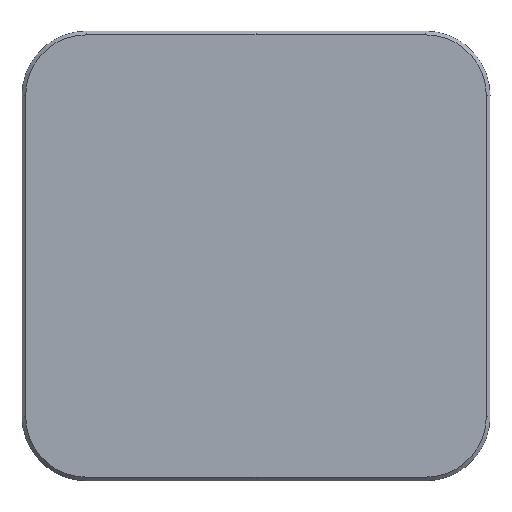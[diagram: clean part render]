
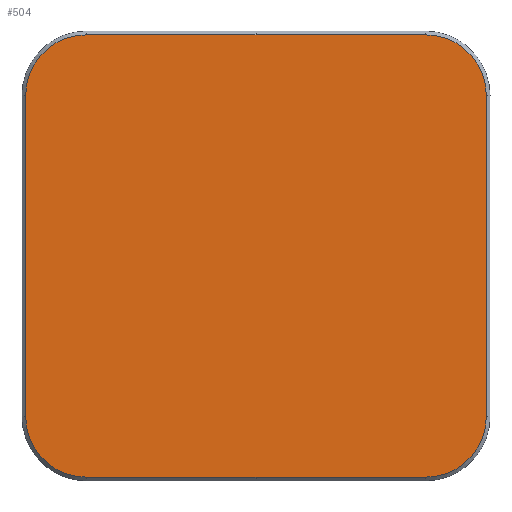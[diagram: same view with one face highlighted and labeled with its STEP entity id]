
A CAD part, front view. The second image highlights one B-rep face of the part: STEP entity #504.
In plain terms, the highlighted planar face has unit normal (0, -1, 0).
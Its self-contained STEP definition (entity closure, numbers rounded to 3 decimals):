
#23=CIRCLE('',#538,3.3);
#25=CIRCLE('',#542,3.3);
#27=CIRCLE('',#547,3.3);
#29=CIRCLE('',#551,3.3);
#62=FACE_OUTER_BOUND('',#94,.T.);
#94=EDGE_LOOP('',(#389,#390,#391,#392,#393,#394,#395,#396,#397,#398));
#114=LINE('',#751,#168);
#117=LINE('',#762,#171);
#121=LINE('',#774,#175);
#125=LINE('',#781,#179);
#128=LINE('',#792,#182);
#131=LINE('',#801,#185);
#168=VECTOR('',#594,10.);
#171=VECTOR('',#605,10.);
#175=VECTOR('',#617,10.);
#179=VECTOR('',#623,10.);
#182=VECTOR('',#634,10.);
#185=VECTOR('',#645,10.);
#220=VERTEX_POINT('',#745);
#222=VERTEX_POINT('',#749);
#224=VERTEX_POINT('',#754);
#226=VERTEX_POINT('',#760);
#228=VERTEX_POINT('',#766);
#230=VERTEX_POINT('',#772);
#232=VERTEX_POINT('',#779);
#234=VERTEX_POINT('',#784);
#236=VERTEX_POINT('',#790);
#238=VERTEX_POINT('',#796);
#262=EDGE_CURVE('',#222,#220,#114,.T.);
#264=EDGE_CURVE('',#224,#222,#23,.T.);
#267=EDGE_CURVE('',#226,#224,#117,.T.);
#270=EDGE_CURVE('',#228,#226,#25,.T.);
#273=EDGE_CURVE('',#230,#228,#121,.T.);
#277=EDGE_CURVE('',#232,#230,#125,.T.);
#279=EDGE_CURVE('',#234,#232,#27,.T.);
#282=EDGE_CURVE('',#236,#234,#128,.T.);
#285=EDGE_CURVE('',#238,#236,#29,.T.);
#287=EDGE_CURVE('',#220,#238,#131,.T.);
#389=ORIENTED_EDGE('',*,*,#262,.F.);
#390=ORIENTED_EDGE('',*,*,#264,.F.);
#391=ORIENTED_EDGE('',*,*,#267,.F.);
#392=ORIENTED_EDGE('',*,*,#270,.F.);
#393=ORIENTED_EDGE('',*,*,#273,.F.);
#394=ORIENTED_EDGE('',*,*,#277,.F.);
#395=ORIENTED_EDGE('',*,*,#279,.F.);
#396=ORIENTED_EDGE('',*,*,#282,.F.);
#397=ORIENTED_EDGE('',*,*,#285,.F.);
#398=ORIENTED_EDGE('',*,*,#287,.F.);
#478=PLANE('',#561);
#504=ADVANCED_FACE('',(#62),#478,.F.);
#538=AXIS2_PLACEMENT_3D('',#756,#598,#599);
#542=AXIS2_PLACEMENT_3D('',#768,#610,#611);
#547=AXIS2_PLACEMENT_3D('',#786,#627,#628);
#551=AXIS2_PLACEMENT_3D('',#798,#639,#640);
#561=AXIS2_PLACEMENT_3D('',#825,#670,#671);
#594=DIRECTION('',(1.,0.,0.));
#598=DIRECTION('center_axis',(0.,1.,0.));
#599=DIRECTION('ref_axis',(0.,0.,1.));
#605=DIRECTION('',(0.,0.,1.));
#610=DIRECTION('center_axis',(0.,1.,0.));
#611=DIRECTION('ref_axis',(-1.,0.,0.));
#617=DIRECTION('',(-1.,0.,0.));
#623=DIRECTION('',(-1.,0.,0.));
#627=DIRECTION('center_axis',(0.,1.,0.));
#628=DIRECTION('ref_axis',(0.,0.,-1.));
#634=DIRECTION('',(0.,0.,-1.));
#639=DIRECTION('center_axis',(0.,1.,0.));
#640=DIRECTION('ref_axis',(1.,0.,0.));
#645=DIRECTION('',(1.,0.,0.));
#670=DIRECTION('center_axis',(0.,1.,0.));
#671=DIRECTION('ref_axis',(0.,0.,1.));
#745=CARTESIAN_POINT('',(94.,6.45,36.75));
#749=CARTESIAN_POINT('',(84.75,6.45,36.75));
#751=CARTESIAN_POINT('',(94.,6.45,36.75));
#754=CARTESIAN_POINT('',(81.45,6.45,33.45));
#756=CARTESIAN_POINT('Origin',(84.75,6.45,33.45));
#760=CARTESIAN_POINT('',(81.45,6.45,15.95));
#762=CARTESIAN_POINT('',(81.45,6.45,29.075));
#766=CARTESIAN_POINT('',(84.75,6.45,12.65));
#768=CARTESIAN_POINT('Origin',(84.75,6.45,15.95));
#772=CARTESIAN_POINT('',(94.,6.45,12.65));
#774=CARTESIAN_POINT('',(89.375,6.45,12.65));
#779=CARTESIAN_POINT('',(103.25,6.45,12.65));
#781=CARTESIAN_POINT('',(94.,6.45,12.65));
#784=CARTESIAN_POINT('',(106.55,6.45,15.95));
#786=CARTESIAN_POINT('Origin',(103.25,6.45,15.95));
#790=CARTESIAN_POINT('',(106.55,6.45,33.45));
#792=CARTESIAN_POINT('',(106.55,6.45,20.325));
#796=CARTESIAN_POINT('',(103.25,6.45,36.75));
#798=CARTESIAN_POINT('Origin',(103.25,6.45,33.45));
#801=CARTESIAN_POINT('',(98.625,6.45,36.75));
#825=CARTESIAN_POINT('Origin',(94.,6.45,24.7));
